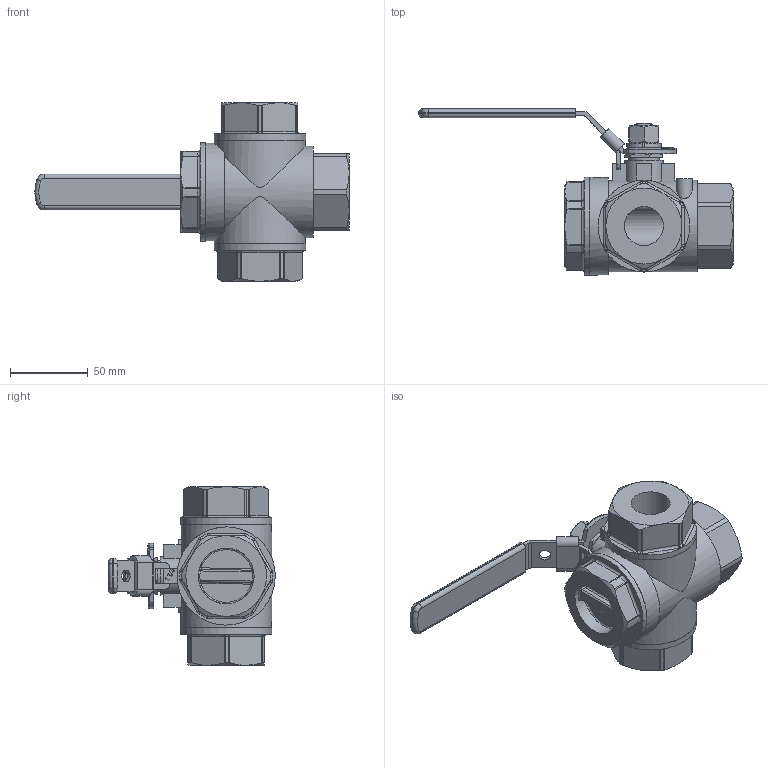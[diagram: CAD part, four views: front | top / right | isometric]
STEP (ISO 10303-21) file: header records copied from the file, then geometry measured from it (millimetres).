
FILE_DESCRIPTION(/* description */ ('Unknown'),/* implementation_level */ '2;1');
FILE_NAME(/* name */ '20200903-K-301-T-DN32',/* time_stamp */ '2020-09-03T17:00:29+08:00',/* author */ ('Unknown'),/* organization */ ('Unknown'),/* preprocessor_version */ 'ST-DEVELOPER v16.7',/* originating_system */ 'DEX',/* authorisation */ $);
FILE_SCHEMA (('AUTOMOTIVE_DESIGN {1 0 10303 214 3 1 1}'));
Length unit declared in the file: millimetre
Products named in the file (1): K-301-T-port__DN32
Bounding box: 202.5 x 107.35 x 115 mm (x, y, z)
Volume: 451213.9 mm3; surface area: 98023.8 mm2
Topology: 13 solids, 13 shells, 524 faces, 1271 edges, 796 vertices
Faces by surface type: plane 233, cylinder 153, torus 65, cone 52, bspline 13, sphere 8
Full cylindrical faces by diameter (mm): 5 x2, 6 x1, 7.6 x1, 10.716 x1, 11.9 x1, 12 x1, 12.4 x1, 12.7 x1, 14.3 x1, 14.4 x1, 19.7 x1, 20 x1, 25 x1, 25.2 x5, 36 x1, 53 x2, 57.3 x1, 58.7 x2, 59 x3, 63 x1, 63.3 x1
Entity records: 16004 total; most frequent: CARTESIAN_POINT 3889, DIRECTION 2516, ORIENTED_EDGE 2428, EDGE_CURVE 1214, AXIS2_PLACEMENT_3D 960, VERTEX_POINT 781, EDGE_LOOP 609, FACE_BOUND 609
